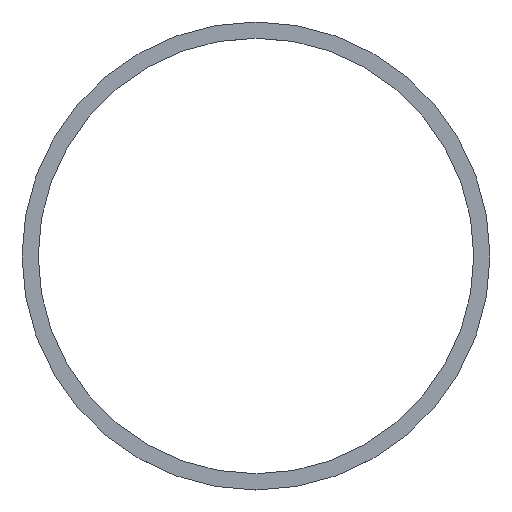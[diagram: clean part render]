
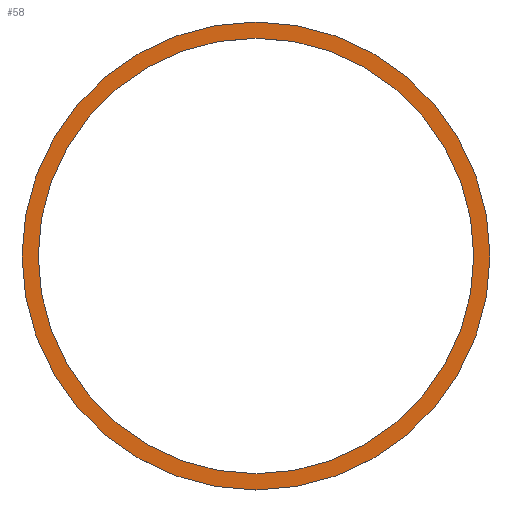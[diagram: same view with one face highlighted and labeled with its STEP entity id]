
A CAD part, top view. The second image highlights one B-rep face of the part: STEP entity #58.
In plain terms, the highlighted planar face has unit normal (0, 0, 1).
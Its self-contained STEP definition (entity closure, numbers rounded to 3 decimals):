
#1 = EDGE_CURVE ( 'NONE', #2, #132, #104, .T. ) ;
#2 = VERTEX_POINT ( 'NONE', #204 ) ;
#3 = DIRECTION ( 'NONE',  ( 0., 0., 1. ) ) ;
#5 = CARTESIAN_POINT ( 'NONE',  ( 136.45, 0., 0. ) ) ;
#15 = EDGE_CURVE ( 'NONE', #29, #147, #101, .T. ) ;
#16 = DIRECTION ( 'NONE',  ( 0., 0., 1. ) ) ;
#18 = AXIS2_PLACEMENT_3D ( 'NONE', #131, #3, #63 ) ;
#24 = DIRECTION ( 'NONE',  ( 0., 0., 1. ) ) ;
#28 = EDGE_CURVE ( 'NONE', #147, #29, #167, .T. ) ;
#29 = VERTEX_POINT ( 'NONE', #149 ) ;
#34 = EDGE_LOOP ( 'NONE', ( #112, #145 ) ) ;
#43 = AXIS2_PLACEMENT_3D ( 'NONE', #93, #16, #117 ) ;
#44 = EDGE_LOOP ( 'NONE', ( #192, #146 ) ) ;
#47 = DIRECTION ( 'NONE',  ( 1., 0., 0. ) ) ;
#48 = PLANE ( 'NONE',  #170 ) ;
#49 = CARTESIAN_POINT ( 'NONE',  ( 0., 0., 0. ) ) ;
#58 = ADVANCED_FACE ( 'NONE', ( #185, #168 ), #48, .T. ) ;
#63 = DIRECTION ( 'NONE',  ( 1., 0., 0. ) ) ;
#66 = DIRECTION ( 'NONE',  ( 0., 0., 1. ) ) ;
#77 = DIRECTION ( 'NONE',  ( 0., 0., 1. ) ) ;
#79 = AXIS2_PLACEMENT_3D ( 'NONE', #49, #24, #47 ) ;
#93 = CARTESIAN_POINT ( 'NONE',  ( 0., 0., 0. ) ) ;
#101 = CIRCLE ( 'NONE', #43, 136.45 ) ;
#103 = CARTESIAN_POINT ( 'NONE',  ( 127., 0., 0. ) ) ;
#104 = CIRCLE ( 'NONE', #79, 127. ) ;
#112 = ORIENTED_EDGE ( 'NONE', *, *, #28, .T. ) ;
#117 = DIRECTION ( 'NONE',  ( 1., 0., 0. ) ) ;
#120 = DIRECTION ( 'NONE',  ( 1., 0., 0. ) ) ;
#131 = CARTESIAN_POINT ( 'NONE',  ( 0., 0., 0. ) ) ;
#132 = VERTEX_POINT ( 'NONE', #103 ) ;
#134 = CIRCLE ( 'NONE', #18, 127. ) ;
#145 = ORIENTED_EDGE ( 'NONE', *, *, #15, .T. ) ;
#146 = ORIENTED_EDGE ( 'NONE', *, *, #1, .F. ) ;
#147 = VERTEX_POINT ( 'NONE', #5 ) ;
#149 = CARTESIAN_POINT ( 'NONE',  ( -136.45, 0., 0. ) ) ;
#158 = AXIS2_PLACEMENT_3D ( 'NONE', #180, #77, #120 ) ;
#162 = DIRECTION ( 'NONE',  ( 1., 0., 0. ) ) ;
#167 = CIRCLE ( 'NONE', #158, 136.45 ) ;
#168 = FACE_OUTER_BOUND ( 'NONE', #34, .T. ) ;
#170 = AXIS2_PLACEMENT_3D ( 'NONE', #178, #66, #162 ) ;
#171 = EDGE_CURVE ( 'NONE', #132, #2, #134, .T. ) ;
#178 = CARTESIAN_POINT ( 'NONE',  ( 0., 0., 0. ) ) ;
#180 = CARTESIAN_POINT ( 'NONE',  ( 0., 0., 0. ) ) ;
#185 = FACE_BOUND ( 'NONE', #44, .T. ) ;
#192 = ORIENTED_EDGE ( 'NONE', *, *, #171, .F. ) ;
#204 = CARTESIAN_POINT ( 'NONE',  ( -127., 0., 0. ) ) ;
